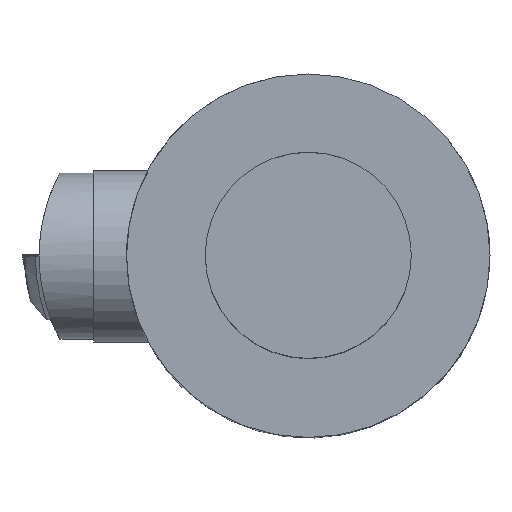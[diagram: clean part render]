
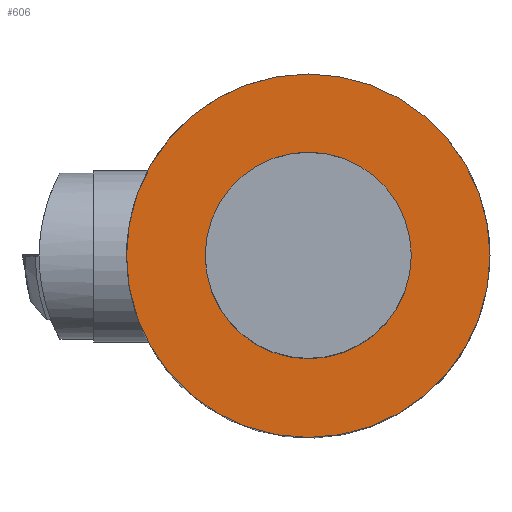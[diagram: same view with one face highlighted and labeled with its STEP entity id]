
A CAD part, top view. The second image highlights one B-rep face of the part: STEP entity #606.
In plain terms, the highlighted planar face has unit normal (0, 0, 1).
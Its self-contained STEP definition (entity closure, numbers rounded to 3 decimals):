
#442=EDGE_CURVE('240[2]',#1044,#1044,#1045,.T.);
#606=ADVANCED_FACE('240[2]',(#1255,#1256),#1257,.F.);
#708=EDGE_CURVE('240[2]',#1379,#1379,#1380,.T.);
#1044=VERTEX_POINT('',#1962);
#1045=CIRCLE('',#1963,31.75);
#1255=FACE_OUTER_BOUND('',#2449,.T.);
#1256=FACE_BOUND('',#2450,.T.);
#1257=PLANE('',#2451);
#1379=VERTEX_POINT('',#2662);
#1380=CIRCLE('',#2663,18.0);
#1962=CARTESIAN_POINT('',(-31.75,0.,0.));
#1963=AXIS2_PLACEMENT_3D('',#3008,#3009,#3010);
#2449=EDGE_LOOP('',(#3233));
#2450=EDGE_LOOP('',(#3234));
#2451=AXIS2_PLACEMENT_3D('',#3235,#3236,#3237);
#2662=CARTESIAN_POINT('',(18.0,0.0,0.0));
#2663=AXIS2_PLACEMENT_3D('',#3405,#3406,#3407);
#3008=CARTESIAN_POINT('',(0.0,0.0,0.));
#3009=DIRECTION('',(0.0,-0.0,-1.0));
#3010=DIRECTION('',(1.0,0.,0.0));
#3233=ORIENTED_EDGE('',*,*,#442,.F.);
#3234=ORIENTED_EDGE('',*,*,#708,.T.);
#3235=CARTESIAN_POINT('',(0.0,0.0,0.));
#3236=DIRECTION('',(0.0,0.0,-1.0));
#3237=DIRECTION('',(0.0,-1.0,0.0));
#3405=CARTESIAN_POINT('',(0.0,0.0,0.));
#3406=DIRECTION('',(0.0,0.0,-1.0));
#3407=DIRECTION('',(1.0,0.0,0.0));
